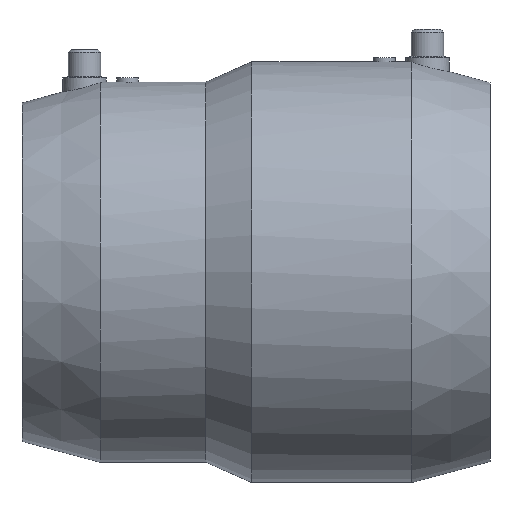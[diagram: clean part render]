
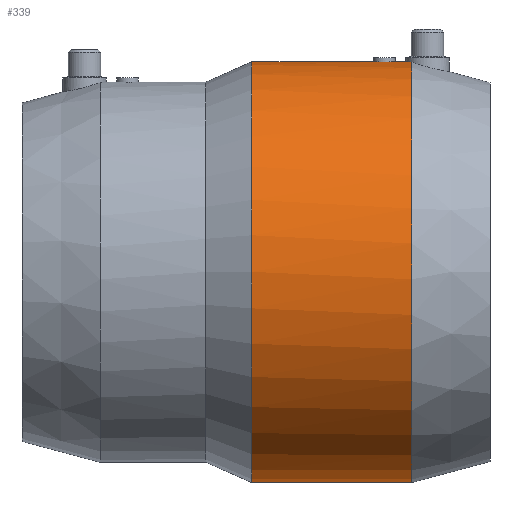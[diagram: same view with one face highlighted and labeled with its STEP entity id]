
A CAD part, top view. The second image highlights one B-rep face of the part: STEP entity #339.
In plain terms, the highlighted cylindrical face has radius 78 mm (diameter 156 mm), a partial arc.
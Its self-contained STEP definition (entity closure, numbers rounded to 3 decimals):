
#337 = EDGE_CURVE( '', #671, #453, #951, .T. );
#339 = ADVANCED_FACE( '', ( #953 ), #954, .T. );
#387 = EDGE_CURVE( '', #435, #671, #1009, .T. );
#435 = VERTEX_POINT( '', #1062 );
#437 = EDGE_CURVE( '', #663, #451, #1064, .T. );
#451 = VERTEX_POINT( '', #1085 );
#453 = VERTEX_POINT( '', #1087 );
#629 = EDGE_CURVE( '', #905, #435, #1276, .T. );
#655 = EDGE_CURVE( '', #663, #657, #1306, .T. );
#657 = VERTEX_POINT( '', #1308 );
#663 = VERTEX_POINT( '', #1315 );
#671 = VERTEX_POINT( '', #1326 );
#723 = EDGE_CURVE( '', #453, #657, #1383, .T. );
#785 = EDGE_CURVE( '', #451, #905, #1454, .T. );
#905 = VERTEX_POINT( '', #1589 );
#951 = B_SPLINE_CURVE_WITH_KNOTS( '', 3, ( #1690, #1691, #1692, #1693, #1694, #1695, #1696, #1697, #1698, #1699, #1700, #1701, #1702, #1703, #1704, #1705, #1706, #1707, #1708, #1709, #1710, #1711, #1712, #1713, #1714, #1715, #1716, #1717, #1718, #1719, #1720, #1721, #1722, #1723 ), .UNSPECIFIED., .F., .F., ( 4, 2, 2, 2, 2, 2, 2, 2, 2, 2, 2, 2, 2, 2, 2, 2, 4 ), ( 6.028, 6.782, 7.535, 8.289, 9.042, 9.796, 10.549, 11.303, 12.056, 12.81, 13.563, 14.317, 15.07, 15.824, 16.577, 17.331, 18.084 ), .UNSPECIFIED. );
#953 = FACE_OUTER_BOUND( '', #1725, .T. );
#954 = CYLINDRICAL_SURFACE( '', #1726, 78. );
#1009 = LINE( '', #1847, #1848 );
#1062 = CARTESIAN_POINT( '', ( 50.833, 78., 0. ) );
#1064 = LINE( '', #1938, #1939 );
#1085 = CARTESIAN_POINT( '', ( 53.077, -78., 0. ) );
#1087 = CARTESIAN_POINT( '', ( 38.833, 78., 0. ) );
#1276 = B_SPLINE_CURVE_WITH_KNOTS( '', 3, ( #2335, #2336, #2337, #2338, #2339, #2340, #2341, #2342, #2343, #2344, #2345, #2346, #2347, #2348, #2349, #2350, #2351, #2352 ), .UNSPECIFIED., .F., .F., ( 4, 2, 2, 2, 2, 2, 2, 2, 4 ), ( 6.174, 7.539, 9.047, 10.555, 12.063, 13.571, 15.079, 16.587, 17.952 ), .UNSPECIFIED. );
#1306 = CIRCLE( '', #2407, 78. );
#1308 = CARTESIAN_POINT( '', ( -6.294, 78., 0. ) );
#1315 = CARTESIAN_POINT( '', ( -6.294, -78., 0. ) );
#1326 = CARTESIAN_POINT( '', ( 46.833, 78., 0. ) );
#1383 = LINE( '', #2503, #2504 );
#1454 = CIRCLE( '', #2664, 78. );
#1589 = CARTESIAN_POINT( '', ( 53.077, 77.802, 5.555 ) );
#1690 = CARTESIAN_POINT( '', ( 46.833, 78., 0. ) );
#1691 = CARTESIAN_POINT( '', ( 46.833, 78., 0.251 ) );
#1692 = CARTESIAN_POINT( '', ( 46.809, 77.999, 0.511 ) );
#1693 = CARTESIAN_POINT( '', ( 46.708, 77.994, 1.028 ) );
#1694 = CARTESIAN_POINT( '', ( 46.631, 77.99, 1.284 ) );
#1695 = CARTESIAN_POINT( '', ( 46.427, 77.98, 1.777 ) );
#1696 = CARTESIAN_POINT( '', ( 46.3, 77.974, 2.013 ) );
#1697 = CARTESIAN_POINT( '', ( 46.006, 77.962, 2.45 ) );
#1698 = CARTESIAN_POINT( '', ( 45.839, 77.955, 2.651 ) );
#1699 = CARTESIAN_POINT( '', ( 45.484, 77.942, 3.006 ) );
#1700 = CARTESIAN_POINT( '', ( 45.284, 77.936, 3.173 ) );
#1701 = CARTESIAN_POINT( '', ( 44.847, 77.923, 3.466 ) );
#1702 = CARTESIAN_POINT( '', ( 44.611, 77.917, 3.593 ) );
#1703 = CARTESIAN_POINT( '', ( 44.118, 77.908, 3.798 ) );
#1704 = CARTESIAN_POINT( '', ( 43.861, 77.904, 3.875 ) );
#1705 = CARTESIAN_POINT( '', ( 43.344, 77.899, 3.976 ) );
#1706 = CARTESIAN_POINT( '', ( 43.085, 77.897, 4. ) );
#1707 = CARTESIAN_POINT( '', ( 42.582, 77.897, 4. ) );
#1708 = CARTESIAN_POINT( '', ( 42.322, 77.899, 3.976 ) );
#1709 = CARTESIAN_POINT( '', ( 41.806, 77.904, 3.875 ) );
#1710 = CARTESIAN_POINT( '', ( 41.549, 77.908, 3.798 ) );
#1711 = CARTESIAN_POINT( '', ( 41.056, 77.917, 3.593 ) );
#1712 = CARTESIAN_POINT( '', ( 40.82, 77.923, 3.466 ) );
#1713 = CARTESIAN_POINT( '', ( 40.383, 77.936, 3.173 ) );
#1714 = CARTESIAN_POINT( '', ( 40.182, 77.942, 3.006 ) );
#1715 = CARTESIAN_POINT( '', ( 39.827, 77.955, 2.651 ) );
#1716 = CARTESIAN_POINT( '', ( 39.661, 77.962, 2.45 ) );
#1717 = CARTESIAN_POINT( '', ( 39.367, 77.974, 2.013 ) );
#1718 = CARTESIAN_POINT( '', ( 39.24, 77.98, 1.777 ) );
#1719 = CARTESIAN_POINT( '', ( 39.036, 77.99, 1.284 ) );
#1720 = CARTESIAN_POINT( '', ( 38.959, 77.994, 1.028 ) );
#1721 = CARTESIAN_POINT( '', ( 38.857, 77.999, 0.511 ) );
#1722 = CARTESIAN_POINT( '', ( 38.833, 78., 0.251 ) );
#1723 = CARTESIAN_POINT( '', ( 38.833, 78., 0. ) );
#1725 = EDGE_LOOP( '', ( #2925, #2926, #2927, #2928, #2929, #2930, #2931 ) );
#1726 = AXIS2_PLACEMENT_3D( '', #2932, #2933, #2934 );
#1847 = CARTESIAN_POINT( '', ( 23.391, 78., 0. ) );
#1848 = VECTOR( '', #3011, 1. );
#1938 = CARTESIAN_POINT( '', ( 23.391, -78., 0. ) );
#1939 = VECTOR( '', #3068, 1. );
#2335 = CARTESIAN_POINT( '', ( 53.077, 77.802, 5.555 ) );
#2336 = CARTESIAN_POINT( '', ( 52.759, 77.825, 5.226 ) );
#2337 = CARTESIAN_POINT( '', ( 52.461, 77.849, 4.86 ) );
#2338 = CARTESIAN_POINT( '', ( 51.901, 77.897, 4.027 ) );
#2339 = CARTESIAN_POINT( '', ( 51.647, 77.92, 3.555 ) );
#2340 = CARTESIAN_POINT( '', ( 51.239, 77.959, 2.57 ) );
#2341 = CARTESIAN_POINT( '', ( 51.084, 77.975, 2.056 ) );
#2342 = CARTESIAN_POINT( '', ( 50.881, 77.995, 1.022 ) );
#2343 = CARTESIAN_POINT( '', ( 50.833, 78., 0.503 ) );
#2344 = CARTESIAN_POINT( '', ( 50.833, 78., -0.503 ) );
#2345 = CARTESIAN_POINT( '', ( 50.881, 77.995, -1.022 ) );
#2346 = CARTESIAN_POINT( '', ( 51.084, 77.975, -2.056 ) );
#2347 = CARTESIAN_POINT( '', ( 51.239, 77.959, -2.57 ) );
#2348 = CARTESIAN_POINT( '', ( 51.647, 77.92, -3.555 ) );
#2349 = CARTESIAN_POINT( '', ( 51.901, 77.897, -4.027 ) );
#2350 = CARTESIAN_POINT( '', ( 52.461, 77.849, -4.86 ) );
#2351 = CARTESIAN_POINT( '', ( 52.759, 77.825, -5.226 ) );
#2352 = CARTESIAN_POINT( '', ( 53.077, 77.802, -5.555 ) );
#2407 = AXIS2_PLACEMENT_3D( '', #3366, #3367, #3368 );
#2503 = CARTESIAN_POINT( '', ( 23.391, 78., 0. ) );
#2504 = VECTOR( '', #3465, 1. );
#2664 = AXIS2_PLACEMENT_3D( '', #3550, #3551, #3552 );
#2925 = ORIENTED_EDGE( '', *, *, #387, .T. );
#2926 = ORIENTED_EDGE( '', *, *, #337, .T. );
#2927 = ORIENTED_EDGE( '', *, *, #723, .T. );
#2928 = ORIENTED_EDGE( '', *, *, #655, .F. );
#2929 = ORIENTED_EDGE( '', *, *, #437, .T. );
#2930 = ORIENTED_EDGE( '', *, *, #785, .T. );
#2931 = ORIENTED_EDGE( '', *, *, #629, .T. );
#2932 = CARTESIAN_POINT( '', ( 23.391, 0., 0. ) );
#2933 = DIRECTION( '', ( 1., 0., 0. ) );
#2934 = DIRECTION( '', ( 0., 1., 0. ) );
#3011 = DIRECTION( '', ( -1., 0., 0. ) );
#3068 = DIRECTION( '', ( 1., 0., 0. ) );
#3366 = CARTESIAN_POINT( '', ( -6.294, 0., 0. ) );
#3367 = DIRECTION( '', ( -1., 0., 0. ) );
#3368 = DIRECTION( '', ( 0., 1., 0. ) );
#3465 = DIRECTION( '', ( -1., 0., 0. ) );
#3550 = CARTESIAN_POINT( '', ( 53.077, 0., 0. ) );
#3551 = DIRECTION( '', ( -1., 0., 0. ) );
#3552 = DIRECTION( '', ( 0., 1., 0. ) );
